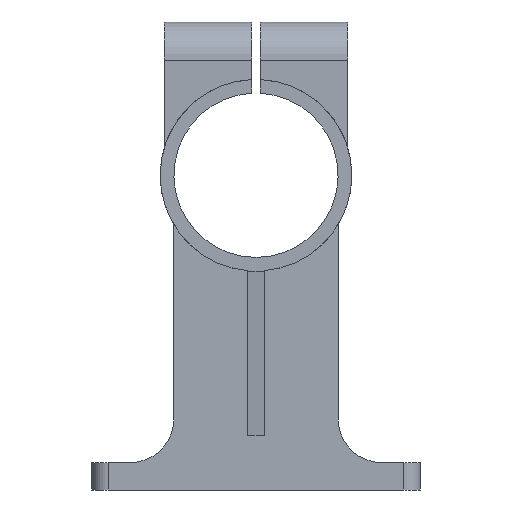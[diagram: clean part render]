
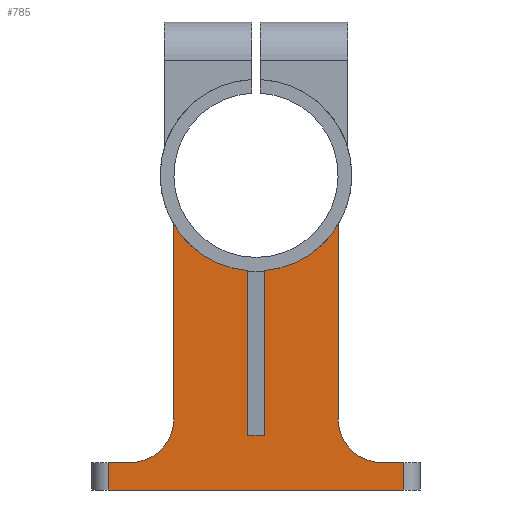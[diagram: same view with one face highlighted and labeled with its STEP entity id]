
A CAD part, front view. The second image highlights one B-rep face of the part: STEP entity #785.
In plain terms, the highlighted planar face has unit normal (0, -1, 0).
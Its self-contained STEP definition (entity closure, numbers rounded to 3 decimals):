
#55=FACE_OUTER_BOUND('',#101,.T.);
#101=EDGE_LOOP('',(#593,#594,#595,#596,#597,#598,#599,#600,#601,#602,#603,
#604,#605,#606));
#146=CIRCLE('',#858,35.);
#147=CIRCLE('',#859,16.);
#148=CIRCLE('',#860,16.);
#149=CIRCLE('',#861,35.);
#193=LINE('',#1222,#271);
#197=LINE('',#1230,#275);
#201=LINE('',#1242,#279);
#203=LINE('',#1248,#281);
#204=LINE('',#1252,#282);
#205=LINE('',#1254,#283);
#206=LINE('',#1256,#284);
#207=LINE('',#1258,#285);
#208=LINE('',#1260,#286);
#209=LINE('',#1264,#287);
#271=VECTOR('',#982,10.);
#275=VECTOR('',#988,10.);
#279=VECTOR('',#1002,10.);
#281=VECTOR('',#1008,10.);
#282=VECTOR('',#1011,10.);
#283=VECTOR('',#1012,10.);
#284=VECTOR('',#1013,10.);
#285=VECTOR('',#1014,10.);
#286=VECTOR('',#1015,10.);
#287=VECTOR('',#1018,10.);
#351=VERTEX_POINT('',#1220);
#352=VERTEX_POINT('',#1221);
#355=VERTEX_POINT('',#1229);
#358=VERTEX_POINT('',#1241);
#359=VERTEX_POINT('',#1245);
#360=VERTEX_POINT('',#1247);
#361=VERTEX_POINT('',#1249);
#362=VERTEX_POINT('',#1251);
#363=VERTEX_POINT('',#1253);
#364=VERTEX_POINT('',#1255);
#365=VERTEX_POINT('',#1257);
#366=VERTEX_POINT('',#1259);
#367=VERTEX_POINT('',#1261);
#368=VERTEX_POINT('',#1263);
#437=EDGE_CURVE('',#351,#352,#193,.T.);
#441=EDGE_CURVE('',#352,#355,#197,.T.);
#448=EDGE_CURVE('',#355,#358,#201,.T.);
#450=EDGE_CURVE('',#358,#359,#146,.T.);
#451=EDGE_CURVE('',#360,#359,#203,.T.);
#452=EDGE_CURVE('',#361,#360,#147,.T.);
#453=EDGE_CURVE('',#362,#361,#204,.T.);
#454=EDGE_CURVE('',#363,#362,#205,.T.);
#455=EDGE_CURVE('',#363,#364,#206,.T.);
#456=EDGE_CURVE('',#365,#364,#207,.T.);
#457=EDGE_CURVE('',#366,#365,#208,.T.);
#458=EDGE_CURVE('',#367,#366,#148,.T.);
#459=EDGE_CURVE('',#367,#368,#209,.T.);
#460=EDGE_CURVE('',#368,#351,#149,.T.);
#593=ORIENTED_EDGE('',*,*,#437,.T.);
#594=ORIENTED_EDGE('',*,*,#441,.T.);
#595=ORIENTED_EDGE('',*,*,#448,.T.);
#596=ORIENTED_EDGE('',*,*,#450,.T.);
#597=ORIENTED_EDGE('',*,*,#451,.F.);
#598=ORIENTED_EDGE('',*,*,#452,.F.);
#599=ORIENTED_EDGE('',*,*,#453,.F.);
#600=ORIENTED_EDGE('',*,*,#454,.F.);
#601=ORIENTED_EDGE('',*,*,#455,.T.);
#602=ORIENTED_EDGE('',*,*,#456,.F.);
#603=ORIENTED_EDGE('',*,*,#457,.F.);
#604=ORIENTED_EDGE('',*,*,#458,.F.);
#605=ORIENTED_EDGE('',*,*,#459,.T.);
#606=ORIENTED_EDGE('',*,*,#460,.T.);
#753=PLANE('',#857);
#785=ADVANCED_FACE('',(#55),#753,.T.);
#857=AXIS2_PLACEMENT_3D('',#1244,#1004,#1005);
#858=AXIS2_PLACEMENT_3D('',#1246,#1006,#1007);
#859=AXIS2_PLACEMENT_3D('',#1250,#1009,#1010);
#860=AXIS2_PLACEMENT_3D('',#1262,#1016,#1017);
#861=AXIS2_PLACEMENT_3D('',#1265,#1019,#1020);
#982=DIRECTION('',(0.,0.,-1.));
#988=DIRECTION('',(-1.,0.,0.));
#1002=DIRECTION('',(0.,0.,1.));
#1004=DIRECTION('center_axis',(0.,-1.,0.));
#1005=DIRECTION('ref_axis',(1.,0.,0.));
#1006=DIRECTION('center_axis',(0.,1.,0.));
#1007=DIRECTION('ref_axis',(1.,0.,0.));
#1008=DIRECTION('',(0.,0.,1.));
#1009=DIRECTION('center_axis',(0.,-1.,0.));
#1010=DIRECTION('ref_axis',(0.707,0.,-0.707));
#1011=DIRECTION('',(1.,0.,0.));
#1012=DIRECTION('',(0.,0.,1.));
#1013=DIRECTION('',(1.,0.,0.));
#1014=DIRECTION('',(0.,0.,-1.));
#1015=DIRECTION('',(1.,0.,0.));
#1016=DIRECTION('center_axis',(0.,-1.,0.));
#1017=DIRECTION('ref_axis',(-0.707,0.,-0.707));
#1018=DIRECTION('',(0.,0.,1.));
#1019=DIRECTION('center_axis',(0.,1.,0.));
#1020=DIRECTION('ref_axis',(1.,0.,0.));
#1220=CARTESIAN_POINT('',(63.,0.,80.129));
#1221=CARTESIAN_POINT('',(63.,0.,20.));
#1222=CARTESIAN_POINT('',(63.,0.,34.319));
#1229=CARTESIAN_POINT('',(57.,0.,20.));
#1230=CARTESIAN_POINT('',(28.5,0.,20.));
#1241=CARTESIAN_POINT('',(57.,0.,80.129));
#1242=CARTESIAN_POINT('',(57.,0.,34.319));
#1244=CARTESIAN_POINT('Origin',(0.,0.,0.));
#1245=CARTESIAN_POINT('',(30.,0.,96.972));
#1246=CARTESIAN_POINT('Origin',(60.,0.,115.));
#1247=CARTESIAN_POINT('',(30.,0.,26.));
#1248=CARTESIAN_POINT('',(30.,0.,10.));
#1249=CARTESIAN_POINT('',(14.,0.,10.));
#1250=CARTESIAN_POINT('Origin',(14.,0.,26.));
#1251=CARTESIAN_POINT('',(6.,0.,10.));
#1252=CARTESIAN_POINT('',(0.,0.,10.));
#1253=CARTESIAN_POINT('',(6.,0.,0.));
#1254=CARTESIAN_POINT('',(6.,0.,0.));
#1255=CARTESIAN_POINT('',(114.,0.,0.));
#1256=CARTESIAN_POINT('',(0.,0.,0.));
#1257=CARTESIAN_POINT('',(114.,0.,10.));
#1258=CARTESIAN_POINT('',(114.,0.,0.));
#1259=CARTESIAN_POINT('',(106.,0.,10.));
#1260=CARTESIAN_POINT('',(0.,0.,10.));
#1261=CARTESIAN_POINT('',(90.,0.,26.));
#1262=CARTESIAN_POINT('Origin',(106.,0.,26.));
#1263=CARTESIAN_POINT('',(90.,0.,96.972));
#1264=CARTESIAN_POINT('',(90.,0.,10.));
#1265=CARTESIAN_POINT('Origin',(60.,0.,115.));
